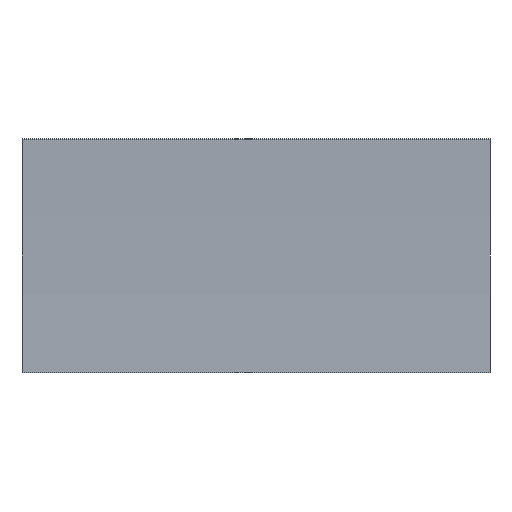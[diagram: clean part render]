
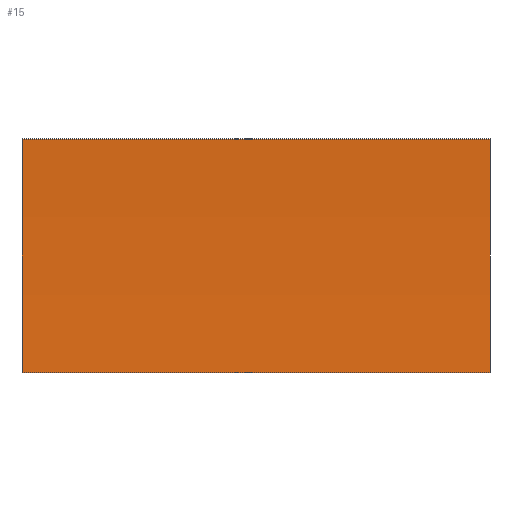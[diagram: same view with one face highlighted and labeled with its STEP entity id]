
A CAD part, left-side view. The second image highlights one B-rep face of the part: STEP entity #15.
In plain terms, the highlighted cylindrical face has radius 137.55 mm (diameter 275.1 mm), a partial arc.
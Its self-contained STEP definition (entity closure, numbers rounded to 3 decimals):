
#1 = AXIS2_PLACEMENT_3D ( 'NONE', #100, #11, #85 ) ;
#11 = DIRECTION ( 'NONE',  ( 0., -1., 0. ) ) ;
#14 = ORIENTED_EDGE ( 'NONE', *, *, #39, .T. ) ;
#15 = ADVANCED_FACE ( 'NONE', ( #21 ), #150, .F. ) ;
#16 = DIRECTION ( 'NONE',  ( 0., -1., 0. ) ) ;
#18 = VERTEX_POINT ( 'NONE', #38 ) ;
#21 = FACE_OUTER_BOUND ( 'NONE', #147, .T. ) ;
#33 = DIRECTION ( 'NONE',  ( 0., 0., -1. ) ) ;
#35 = VERTEX_POINT ( 'NONE', #53 ) ;
#37 = EDGE_CURVE ( 'NONE', #35, #18, #171, .T. ) ;
#38 = CARTESIAN_POINT ( 'NONE',  ( -2.091, 0., 10. ) ) ;
#39 = EDGE_CURVE ( 'NONE', #194, #18, #91, .T. ) ;
#46 = CARTESIAN_POINT ( 'NONE',  ( -139.55, 20., 5. ) ) ;
#50 = CARTESIAN_POINT ( 'NONE',  ( -2.091, 20., 0. ) ) ;
#52 = VECTOR ( 'NONE', #83, 1000. ) ;
#53 = CARTESIAN_POINT ( 'NONE',  ( -2.091, 20., 10. ) ) ;
#63 = AXIS2_PLACEMENT_3D ( 'NONE', #152, #111, #103 ) ;
#79 = EDGE_CURVE ( 'NONE', #124, #194, #187, .T. ) ;
#83 = DIRECTION ( 'NONE',  ( 0., -1., 0. ) ) ;
#85 = DIRECTION ( 'NONE',  ( 0., 0., 1. ) ) ;
#91 = CIRCLE ( 'NONE', #63, 137.55 ) ;
#95 = ORIENTED_EDGE ( 'NONE', *, *, #79, .T. ) ;
#99 = CARTESIAN_POINT ( 'NONE',  ( -2.091, 20., 0. ) ) ;
#100 = CARTESIAN_POINT ( 'NONE',  ( -139.55, 20., 5. ) ) ;
#103 = DIRECTION ( 'NONE',  ( 0., 0., 1. ) ) ;
#111 = DIRECTION ( 'NONE',  ( 0., -1., 0. ) ) ;
#113 = ORIENTED_EDGE ( 'NONE', *, *, #37, .F. ) ;
#118 = CARTESIAN_POINT ( 'NONE',  ( -2.091, 0., 0. ) ) ;
#124 = VERTEX_POINT ( 'NONE', #99 ) ;
#128 = VECTOR ( 'NONE', #130, 1000. ) ;
#129 = EDGE_CURVE ( 'NONE', #124, #35, #199, .T. ) ;
#130 = DIRECTION ( 'NONE',  ( 0., -1., 0. ) ) ;
#147 = EDGE_LOOP ( 'NONE', ( #14, #113, #175, #95 ) ) ;
#150 = CYLINDRICAL_SURFACE ( 'NONE', #169, 137.55 ) ;
#152 = CARTESIAN_POINT ( 'NONE',  ( -139.55, 0., 5. ) ) ;
#169 = AXIS2_PLACEMENT_3D ( 'NONE', #46, #16, #33 ) ;
#171 = LINE ( 'NONE', #197, #128 ) ;
#175 = ORIENTED_EDGE ( 'NONE', *, *, #129, .F. ) ;
#187 = LINE ( 'NONE', #50, #52 ) ;
#194 = VERTEX_POINT ( 'NONE', #118 ) ;
#197 = CARTESIAN_POINT ( 'NONE',  ( -2.091, 20., 10. ) ) ;
#199 = CIRCLE ( 'NONE', #1, 137.55 ) ;
